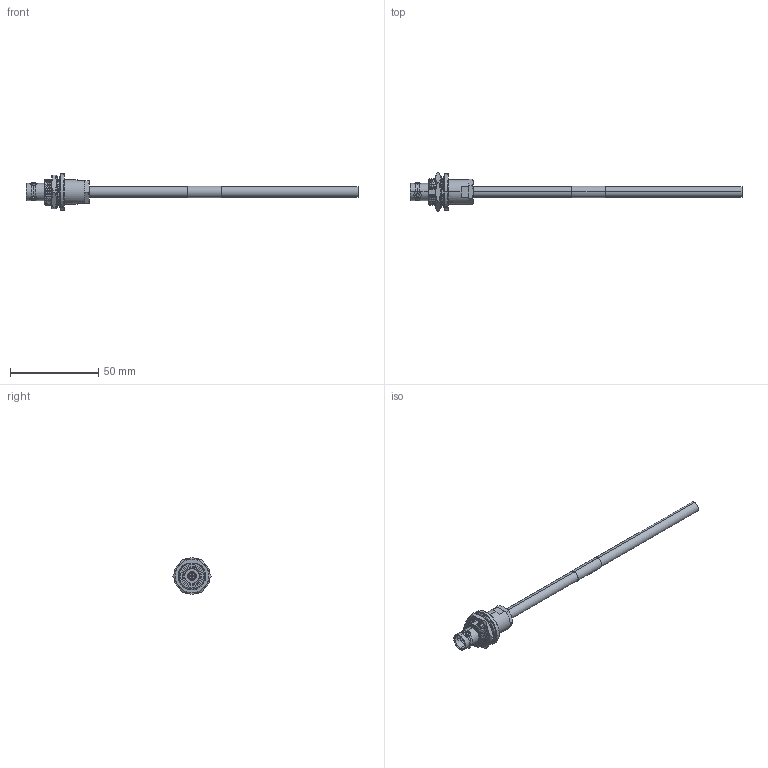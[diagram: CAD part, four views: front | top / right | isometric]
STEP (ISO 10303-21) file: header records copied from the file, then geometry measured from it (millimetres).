
FILE_DESCRIPTION (( 'STEP AP214' ), '1' );
FILE_NAME ('FM3MSA00590_3D.step', '2023-08-16T19:33:19', ( '' ), ( '' ), 'SwSTEP 2.0', 'SolidWorks 2022', '' );
FILE_SCHEMA (( 'AUTOMOTIVE_DESIGN' ));
Length unit declared in the file: inch
Products named in the file (10): 10-06573-MA4; 10-06573-XXX_.06; TWCH-78-2; 10-06573-MA5; 10-06573-MA3; 1AW01-003_.25" x .75" long; 10-06573-MA6; FM3MSA00590_3D; 10-06573-MA1; 10-06573-MA2
Assembly tree (9 placements, depth 3):
  FM3MSA00590_3D
    TWCH-78-2
    10-06573-XXX_.06
      10-06573-MA1
      10-06573-MA5
      10-06573-MA2
      10-06573-MA3
      10-06573-MA4
      10-06573-MA6
    1AW01-003_.25" x .75" long
Bounding box: 188.21 x 22 x 20.52 mm (x, y, z)
Volume: 8900.2 mm3; surface area: 9186.7 mm2
Topology: 8 solids, 8 shells, 330 faces, 841 edges, 541 vertices
Faces by surface type: cylinder 125, plane 104, cone 54, bspline 33, torus 14
Entity records: 22323 total; most frequent: CARTESIAN_POINT 13744, ORIENTED_EDGE 1678, DIRECTION 1503, EDGE_CURVE 839, AXIS2_PLACEMENT_3D 596, VERTEX_POINT 541, EDGE_LOOP 358, FACE_OUTER_BOUND 330
